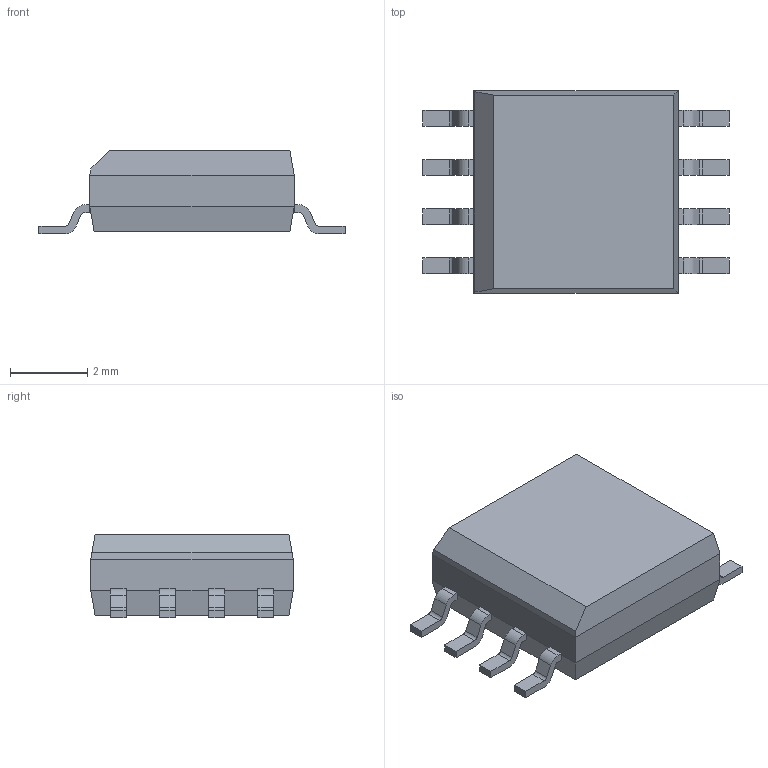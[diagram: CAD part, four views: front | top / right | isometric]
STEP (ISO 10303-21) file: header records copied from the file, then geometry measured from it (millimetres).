
FILE_DESCRIPTION (( 'STEP AP214' ), '1' );
FILE_NAME ( 'GigaDevice-GD25Q64CS_SOIC8P127_523X790X216L67X41N.STEP', '2021-02-06T18:04:26', ( '' ), ( '' ), 'Part was generated with the free Library Expert Lite available at www.PCBLibraries.com. Removing line will violate the End User License Agreement.', '©2017 PCB Libraries, Inc.', '' );
FILE_SCHEMA (( 'AUTOMOTIVE_DESIGN' ));
Length unit declared in the file: millimetre
Products named in the file (1): GigaDevice-GD25Q64CS_SOIC8P127_523X790X216L67X41N
Bounding box: 7.9 x 5.23 x 2.16 mm (x, y, z)
Volume: 57.3 mm3; surface area: 110.5 mm2
Topology: 9 solids, 9 shells, 127 faces, 319 edges, 210 vertices
Faces by surface type: plane 95, cylinder 32
Entity records: 4257 total; most frequent: CARTESIAN_POINT 657, DIRECTION 639, ORIENTED_EDGE 638, EDGE_CURVE 319, VECTOR 255, LINE 255, VERTEX_POINT 210, AXIS2_PLACEMENT_3D 192
